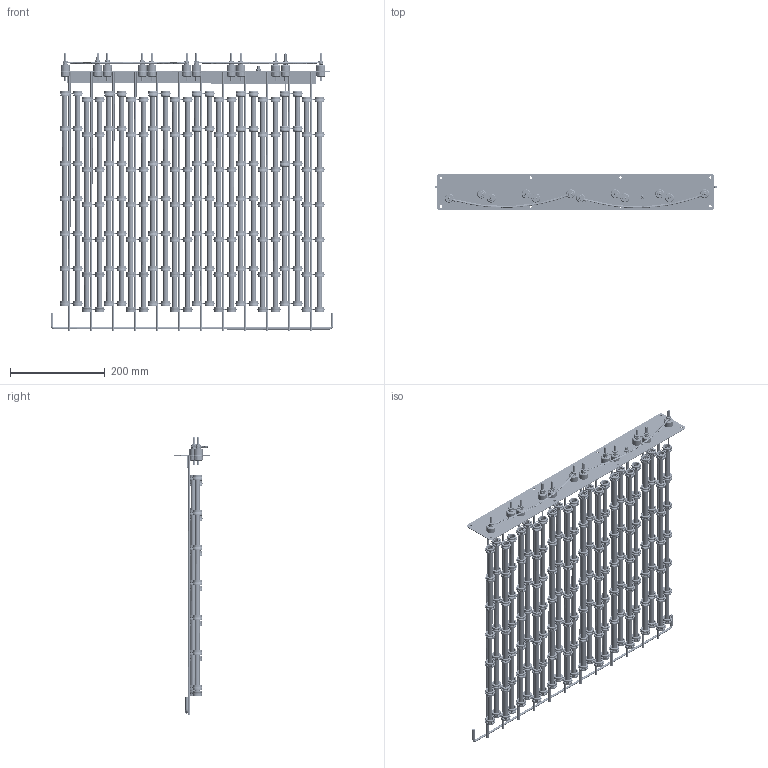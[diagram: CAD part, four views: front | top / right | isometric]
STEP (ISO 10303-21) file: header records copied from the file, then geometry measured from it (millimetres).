
FILE_DESCRIPTION (( 'STEP AP203' ), '1' );
FILE_NAME ('DH22 AUG2017 203.STEP', '2017-08-31T19:46:07', ( '' ), ( '' ), 'SwSTEP 2.0', 'SolidWorks 2017', '' );
FILE_SCHEMA (( 'CONFIG_CONTROL_DESIGN' ));
Products named in the file (1): DH22 AUG2017 203
Bounding box: 596.96 x 76.82 x 586.25 mm (x, y, z)
Volume: 854497.1 mm3; surface area: 1274068.7 mm2
Topology: 403 solids, 403 shells, 10935 faces, 24320 edges, 14265 vertices
Faces by surface type: cylinder 3622, cone 2711, torus 2620, plane 1810, bspline 172
Entity records: 316744 total; most frequent: CARTESIAN_POINT 69687, DIRECTION 57183, ORIENTED_EDGE 48640, AXIS2_PLACEMENT_3D 24509, EDGE_CURVE 24320, VERTEX_POINT 14265, CIRCLE 13745, EDGE_LOOP 11623
